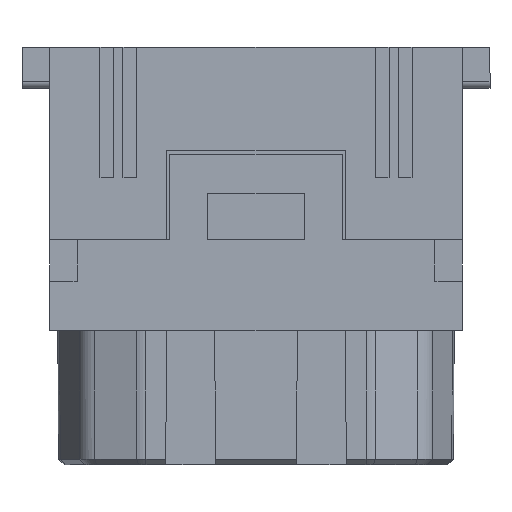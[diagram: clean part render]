
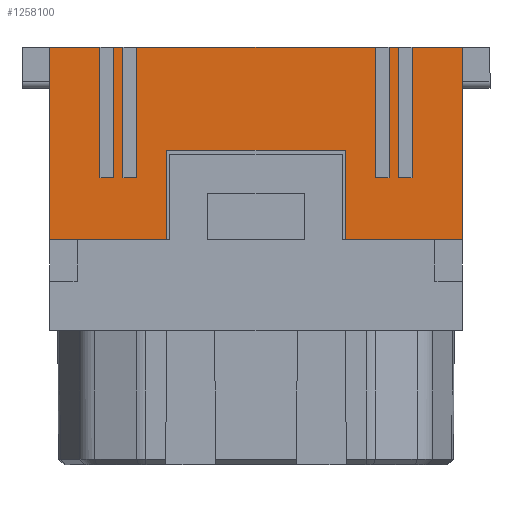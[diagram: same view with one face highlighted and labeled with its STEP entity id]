
A CAD part, left-side view. The second image highlights one B-rep face of the part: STEP entity #1258100.
In plain terms, the highlighted face is planar.
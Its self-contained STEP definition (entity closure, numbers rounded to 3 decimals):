
#723110=CARTESIAN_POINT('',(56.048,63.762,-10.5));
#723120=VERTEX_POINT('',#723110);
#723900=CARTESIAN_POINT('',(56.048,63.762,-2.));
#723910=VERTEX_POINT('',#723900);
#723940=CARTESIAN_POINT('',(56.048,63.762,-4.559
));
#723950=DIRECTION('',(-0.,0.,-1.));
#723960=VECTOR('',#723950,1.);
#723970=LINE('',#723940,#723960);
#723980=EDGE_CURVE('',#723910,#723120,#723970,.T.);
#725150=CARTESIAN_POINT('',(56.048,63.762,-23.5));
#725160=VERTEX_POINT('',#725150);
#725210=CARTESIAN_POINT('',(56.048,63.762,-4.559
));
#725220=DIRECTION('',(-0.,0.,-1.));
#725230=VECTOR('',#725220,1.);
#725240=LINE('',#725210,#725230);
#725250=CARTESIAN_POINT('',(56.048,63.762,-32.));
#725260=VERTEX_POINT('',#725250);
#725270=EDGE_CURVE('',#725160,#725260,#725240,.T.);
#726560=CARTESIAN_POINT('',(56.048,70.257,-4.559
));
#726570=DIRECTION('',(0.,0.,1.));
#726580=VECTOR('',#726570,1.);
#726590=LINE('',#726560,#726580);
#726600=CARTESIAN_POINT('',(56.048,70.257,-23.5));
#726610=VERTEX_POINT('',#726600);
#726620=CARTESIAN_POINT('',(56.048,70.257,-10.5));
#726630=VERTEX_POINT('',#726620);
#726640=EDGE_CURVE('',#726610,#726630,#726590,.T.);
#727110=CARTESIAN_POINT('',(56.048,58.057,-23.5));
#727120=DIRECTION('',(0.,1.,0.));
#727130=VECTOR('',#727120,1.);
#727140=LINE('',#727110,#727130);
#727150=EDGE_CURVE('',#725160,#726610,#727140,.T.);
#727330=CARTESIAN_POINT('',(56.048,58.057,-10.5));
#727340=DIRECTION('',(0.,-1.,0.));
#727350=VECTOR('',#727340,1.);
#727360=LINE('',#727330,#727350);
#727370=EDGE_CURVE('',#726630,#723120,#727360,.T.);
#731320=CARTESIAN_POINT('',(56.048,77.757,-32.));
#731330=VERTEX_POINT('',#731320);
#731360=CARTESIAN_POINT('',(56.048,77.757,-4.559));
#731370=DIRECTION('',(0.,0.,1.));
#731380=VECTOR('',#731370,1.);
#731390=LINE('',#731360,#731380);
#731400=CARTESIAN_POINT('',(56.048,77.757,-28.336));
#731410=VERTEX_POINT('',#731400);
#731420=EDGE_CURVE('',#731330,#731410,#731390,.T.);
#731640=CARTESIAN_POINT('',(56.048,77.757,-27.336));
#731650=VERTEX_POINT('',#731640);
#731680=CARTESIAN_POINT('',(56.048,77.757,-26.664));
#731690=VERTEX_POINT('',#731680);
#731700=EDGE_CURVE('',#731650,#731690,#731390,.T.);
#731920=CARTESIAN_POINT('',(56.048,77.757,-25.664));
#731930=VERTEX_POINT('',#731920);
#731960=CARTESIAN_POINT('',(56.048,77.757,-8.336));
#731970=VERTEX_POINT('',#731960);
#731980=EDGE_CURVE('',#731930,#731970,#731390,.T.);
#732200=CARTESIAN_POINT('',(56.048,77.757,-7.336));
#732210=VERTEX_POINT('',#732200);
#732240=CARTESIAN_POINT('',(56.048,77.757,-6.664));
#732250=VERTEX_POINT('',#732240);
#732260=EDGE_CURVE('',#732210,#732250,#731390,.T.);
#732480=CARTESIAN_POINT('',(56.048,77.757,-5.664));
#732490=VERTEX_POINT('',#732480);
#732520=CARTESIAN_POINT('',(56.048,77.757,-2.));
#732530=VERTEX_POINT('',#732520);
#732540=EDGE_CURVE('',#732490,#732530,#731390,.T.);
#1233890=CARTESIAN_POINT('',(56.048,58.057,-2.));
#1233900=DIRECTION('',(0.,-1.,0.));
#1233910=VECTOR('',#1233900,1.);
#1233920=LINE('',#1233890,#1233910);
#1233930=EDGE_CURVE('',#732530,#723910,#1233920,.T.);
#1235920=CARTESIAN_POINT('',(56.048,58.057,-32.));
#1235930=DIRECTION('',(0.,-1.,0.));
#1235940=VECTOR('',#1235930,1.);
#1235950=LINE('',#1235920,#1235940);
#1235960=EDGE_CURVE('',#731330,#725260,#1235950,.T.);
#1257030=CARTESIAN_POINT('',(56.048,78.257,-30.));
#1257040=DIRECTION('',(1.,0.,0.));
#1257050=DIRECTION('',(0.,0.,1.));
#1257060=AXIS2_PLACEMENT_3D('',#1257030,#1257040,#1257050);
#1257070=PLANE('',#1257060);
#1257080=CARTESIAN_POINT('',(56.048,58.057,-5.664));
#1257090=DIRECTION('',(0.,-1.,0.));
#1257100=VECTOR('',#1257090,1.);
#1257110=LINE('',#1257080,#1257100);
#1257120=CARTESIAN_POINT('',(56.048,68.257,-5.664));
#1257130=VERTEX_POINT('',#1257120);
#1257140=EDGE_CURVE('',#732490,#1257130,#1257110,.T.);
#1257150=ORIENTED_EDGE('',*,*,#1257140,.F.);
#1257160=CARTESIAN_POINT('',(56.048,68.257,-4.559));
#1257170=DIRECTION('',(-0.,0.,-1.));
#1257180=VECTOR('',#1257170,1.);
#1257190=LINE('',#1257160,#1257180);
#1257200=CARTESIAN_POINT('',(56.048,68.257,-6.664));
#1257210=VERTEX_POINT('',#1257200);
#1257220=EDGE_CURVE('',#1257130,#1257210,#1257190,.T.);
#1257230=ORIENTED_EDGE('',*,*,#1257220,.F.);
#1257240=CARTESIAN_POINT('',(56.048,58.057,-6.664));
#1257250=DIRECTION('',(0.,1.,0.));
#1257260=VECTOR('',#1257250,1.);
#1257270=LINE('',#1257240,#1257260);
#1257280=EDGE_CURVE('',#1257210,#732250,#1257270,.T.);
#1257290=ORIENTED_EDGE('',*,*,#1257280,.F.);
#1257300=ORIENTED_EDGE('',*,*,#732260,.T.);
#1257310=CARTESIAN_POINT('',(56.048,58.057,-7.336));
#1257320=DIRECTION('',(0.,-1.,0.));
#1257330=VECTOR('',#1257320,1.);
#1257340=LINE('',#1257310,#1257330);
#1257350=CARTESIAN_POINT('',(56.048,68.257,-7.336));
#1257360=VERTEX_POINT('',#1257350);
#1257370=EDGE_CURVE('',#732210,#1257360,#1257340,.T.);
#1257380=ORIENTED_EDGE('',*,*,#1257370,.F.);
#1257390=CARTESIAN_POINT('',(56.048,68.257,-4.559));
#1257400=DIRECTION('',(-0.,0.,-1.));
#1257410=VECTOR('',#1257400,1.);
#1257420=LINE('',#1257390,#1257410);
#1257430=CARTESIAN_POINT('',(56.048,68.257,-8.336));
#1257440=VERTEX_POINT('',#1257430);
#1257450=EDGE_CURVE('',#1257360,#1257440,#1257420,.T.);
#1257460=ORIENTED_EDGE('',*,*,#1257450,.F.);
#1257470=CARTESIAN_POINT('',(56.048,58.057,-8.336));
#1257480=DIRECTION('',(0.,1.,0.));
#1257490=VECTOR('',#1257480,1.);
#1257500=LINE('',#1257470,#1257490);
#1257510=EDGE_CURVE('',#1257440,#731970,#1257500,.T.);
#1257520=ORIENTED_EDGE('',*,*,#1257510,.F.);
#1257530=ORIENTED_EDGE('',*,*,#731980,.T.);
#1257540=CARTESIAN_POINT('',(56.048,58.057,-25.664));
#1257550=DIRECTION('',(0.,-1.,0.));
#1257560=VECTOR('',#1257550,1.);
#1257570=LINE('',#1257540,#1257560);
#1257580=CARTESIAN_POINT('',(56.048,68.257,
-25.664));
#1257590=VERTEX_POINT('',#1257580);
#1257600=EDGE_CURVE('',#731930,#1257590,#1257570,.T.);
#1257610=ORIENTED_EDGE('',*,*,#1257600,.F.);
#1257620=CARTESIAN_POINT('',(56.048,68.257,-4.559));
#1257630=DIRECTION('',(-0.,0.,-1.));
#1257640=VECTOR('',#1257630,1.);
#1257650=LINE('',#1257620,#1257640);
#1257660=CARTESIAN_POINT('',(56.048,68.257,
-26.664));
#1257670=VERTEX_POINT('',#1257660);
#1257680=EDGE_CURVE('',#1257590,#1257670,#1257650,.T.);
#1257690=ORIENTED_EDGE('',*,*,#1257680,.F.);
#1257700=CARTESIAN_POINT('',(56.048,58.057,-26.664));
#1257710=DIRECTION('',(0.,1.,0.));
#1257720=VECTOR('',#1257710,1.);
#1257730=LINE('',#1257700,#1257720);
#1257740=EDGE_CURVE('',#1257670,#731690,#1257730,.T.);
#1257750=ORIENTED_EDGE('',*,*,#1257740,.F.);
#1257760=ORIENTED_EDGE('',*,*,#731700,.T.);
#1257770=CARTESIAN_POINT('',(56.048,58.057,-27.336));
#1257780=DIRECTION('',(0.,-1.,0.));
#1257790=VECTOR('',#1257780,1.);
#1257800=LINE('',#1257770,#1257790);
#1257810=CARTESIAN_POINT('',(56.048,68.257,
-27.336));
#1257820=VERTEX_POINT('',#1257810);
#1257830=EDGE_CURVE('',#731650,#1257820,#1257800,.T.);
#1257840=ORIENTED_EDGE('',*,*,#1257830,.F.);
#1257850=CARTESIAN_POINT('',(56.048,68.257,-4.559));
#1257860=DIRECTION('',(-0.,0.,-1.));
#1257870=VECTOR('',#1257860,1.);
#1257880=LINE('',#1257850,#1257870);
#1257890=CARTESIAN_POINT('',(56.048,68.257,
-28.336));
#1257900=VERTEX_POINT('',#1257890);
#1257910=EDGE_CURVE('',#1257820,#1257900,#1257880,.T.);
#1257920=ORIENTED_EDGE('',*,*,#1257910,.F.);
#1257930=CARTESIAN_POINT('',(56.048,58.057,-28.336));
#1257940=DIRECTION('',(0.,1.,0.));
#1257950=VECTOR('',#1257940,1.);
#1257960=LINE('',#1257930,#1257950);
#1257970=EDGE_CURVE('',#1257900,#731410,#1257960,.T.);
#1257980=ORIENTED_EDGE('',*,*,#1257970,.F.);
#1257990=ORIENTED_EDGE('',*,*,#731420,.T.);
#1258000=ORIENTED_EDGE('',*,*,#1235960,.F.);
#1258010=ORIENTED_EDGE('',*,*,#725270,.T.);
#1258020=ORIENTED_EDGE('',*,*,#727150,.F.);
#1258030=ORIENTED_EDGE('',*,*,#726640,.F.);
#1258040=ORIENTED_EDGE('',*,*,#727370,.F.);
#1258050=ORIENTED_EDGE('',*,*,#723980,.T.);
#1258060=ORIENTED_EDGE('',*,*,#1233930,.T.);
#1258070=ORIENTED_EDGE('',*,*,#732540,.T.);
#1258080=EDGE_LOOP('',(#1258070,#1258060,#1258050,#1258040,#1258030,
#1258020,#1258010,#1258000,#1257990,#1257980,#1257920,#1257840,#1257760,
#1257750,#1257690,#1257610,#1257530,#1257520,#1257460,#1257380,#1257300,
#1257290,#1257230,#1257150));
#1258090=FACE_OUTER_BOUND('',#1258080,.T.);
#1258100=ADVANCED_FACE('',(#1258090),#1257070,.T.);
